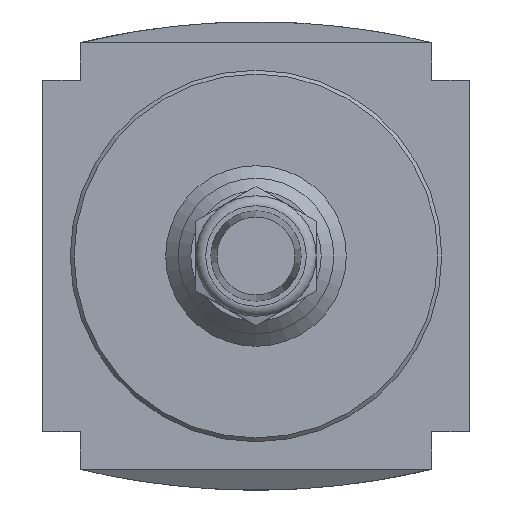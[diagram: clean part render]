
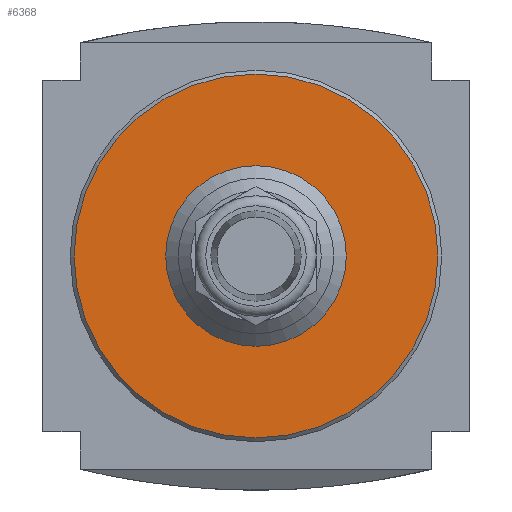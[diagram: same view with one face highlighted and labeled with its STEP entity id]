
A CAD part, front view. The second image highlights one B-rep face of the part: STEP entity #6368.
In plain terms, the highlighted planar face has unit normal (0, -1, 0).
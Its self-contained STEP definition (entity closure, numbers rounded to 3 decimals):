
#1579=PLANE('',#9486);
#1815=CIRCLE('',#9485,36.25);
#1816=CIRCLE('',#9487,18.);
#3434=ORIENTED_EDGE('',*,*,#4373,.F.);
#3435=ORIENTED_EDGE('',*,*,#4372,.T.);
#4372=EDGE_CURVE('',#4972,#4972,#1815,.T.);
#4373=EDGE_CURVE('',#4973,#4973,#1816,.T.);
#4972=VERTEX_POINT('',#13196);
#4973=VERTEX_POINT('',#13199);
#5455=EDGE_LOOP('',(#3434));
#5456=EDGE_LOOP('',(#3435));
#5942=FACE_BOUND('',#5455,.T.);
#5943=FACE_BOUND('',#5456,.T.);
#6368=ADVANCED_FACE('',(#5942,#5943),#1579,.F.);
#9485=AXIS2_PLACEMENT_3D('',#13195,#11254,#11255);
#9486=AXIS2_PLACEMENT_3D('',#13197,#11256,#11257);
#9487=AXIS2_PLACEMENT_3D('',#13198,#11258,#11259);
#11254=DIRECTION('',(0.,-1.,0.));
#11255=DIRECTION('',(0.,0.,-1.));
#11256=DIRECTION('',(0.,1.,0.));
#11257=DIRECTION('',(0.,0.,1.));
#11258=DIRECTION('',(0.,-1.,0.));
#11259=DIRECTION('',(0.,0.,-1.));
#13195=CARTESIAN_POINT('',(0.,-54.,0.));
#13196=CARTESIAN_POINT('',(0.,-54.,-36.25));
#13197=CARTESIAN_POINT('',(36.25,-54.,0.));
#13198=CARTESIAN_POINT('',(0.,-54.,0.));
#13199=CARTESIAN_POINT('',(0.,-54.,-18.));
